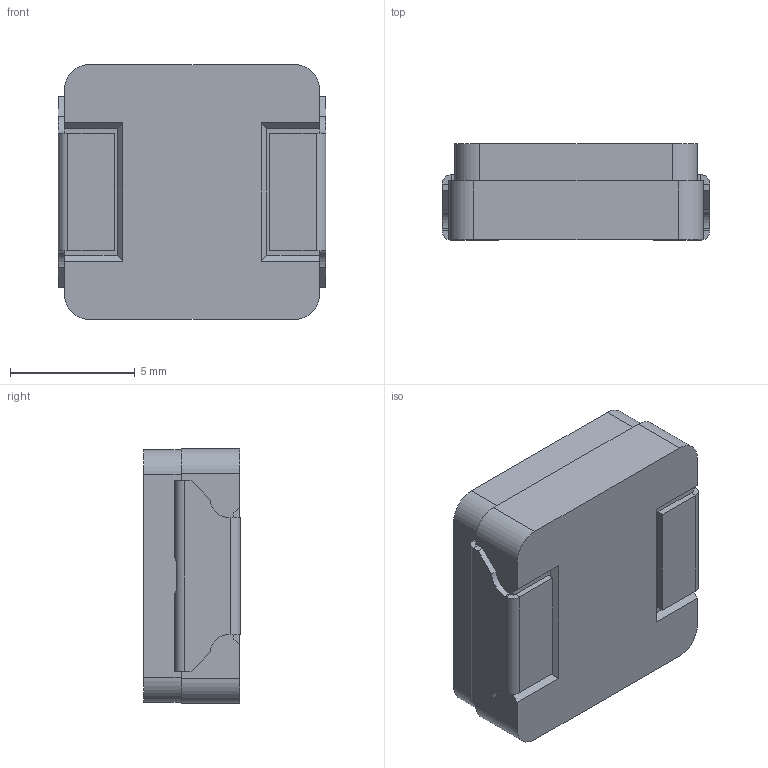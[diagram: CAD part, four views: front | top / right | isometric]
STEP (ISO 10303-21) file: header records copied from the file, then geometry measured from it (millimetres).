
FILE_DESCRIPTION (( 'STEP AP214' ), '1' );
FILE_NAME ('IHLP4040DZ (.22-1.5uH).STEP', '2014-08-20T18:53:31', ( '' ), ( '' ), 'SwSTEP 2.0', 'SolidWorks 2014', '' );
FILE_SCHEMA (( 'AUTOMOTIVE_DESIGN' ));
Length unit declared in the file: inch
Products named in the file (1): IHLP4040DZ (.22-1.5uH)
Bounding box: 10.72 x 3.87 x 10.22 mm (x, y, z)
Volume: 396.6 mm3; surface area: 368.9 mm2
Topology: 1 solids, 1 shells, 92 faces, 250 edges, 160 vertices
Faces by surface type: plane 68, cylinder 20, bspline 4
Entity records: 4150 total; most frequent: CARTESIAN_POINT 607, ORIENTED_EDGE 500, DIRECTION 452, EDGE_CURVE 250, LINE 194, VECTOR 194, VERTEX_POINT 160, AXIS2_PLACEMENT_3D 129
